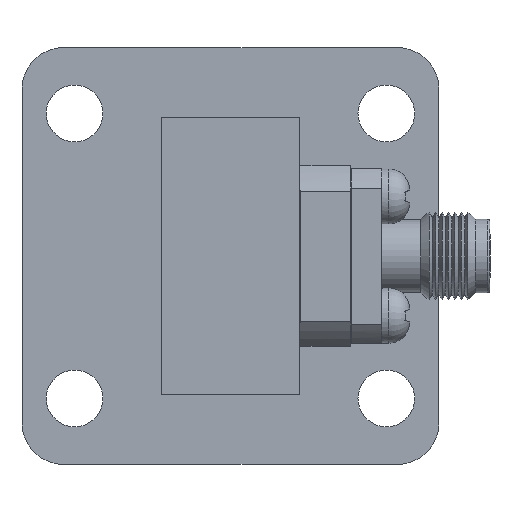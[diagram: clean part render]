
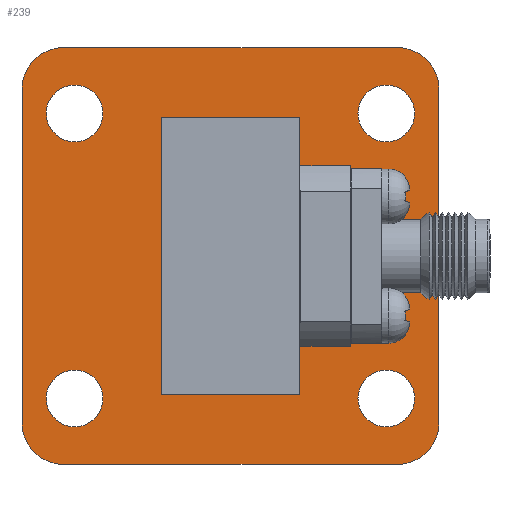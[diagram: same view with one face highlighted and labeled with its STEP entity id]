
A CAD part, left-side view. The second image highlights one B-rep face of the part: STEP entity #239.
In plain terms, the highlighted planar face has unit normal (-1, 0, 0).
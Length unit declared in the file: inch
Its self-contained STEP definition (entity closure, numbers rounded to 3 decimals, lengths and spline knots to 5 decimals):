
#11 = LINE ( 'NONE', #3596, #3566 ) ;
#229 = DIRECTION ( 'NONE',  ( 1., 0., 0. ) ) ;
#234 = EDGE_CURVE ( 'NONE', #3785, #922, #3993, .T. ) ;
#239 = ADVANCED_FACE ( 'NONE', ( #490, #2375, #605, #3212, #2254, #1348 ), #2439, .T. ) ;
#256 = AXIS2_PLACEMENT_3D ( 'NONE', #889, #3254, #1253 ) ;
#271 = VERTEX_POINT ( 'NONE', #4370 ) ;
#349 = CARTESIAN_POINT ( 'NONE',  ( -0.19685, 0.59256, -0.47445 ) ) ;
#377 = EDGE_CURVE ( 'NONE', #2485, #1724, #11, .T. ) ;
#395 = DIRECTION ( 'NONE',  ( 0., -1., 0. ) ) ;
#402 = CARTESIAN_POINT ( 'NONE',  ( -0.19685, 0.47445, -0.47445 ) ) ;
#427 = CARTESIAN_POINT ( 'NONE',  ( -0.19685, 0.44301, 0.32459 ) ) ;
#490 = FACE_BOUND ( 'NONE', #3052, .T. ) ;
#536 = LINE ( 'NONE', #2204, #1477 ) ;
#574 = ORIENTED_EDGE ( 'NONE', *, *, #3588, .T. ) ;
#605 = FACE_BOUND ( 'NONE', #1951, .T. ) ;
#622 = DIRECTION ( 'NONE',  ( 1., 0., 0. ) ) ;
#679 = CARTESIAN_POINT ( 'NONE',  ( -0.19685, 0.47445, -0.47445 ) ) ;
#703 = DIRECTION ( 'NONE',  ( 1., 0., 0. ) ) ;
#714 = VECTOR ( 'NONE', #3459, 39.37008 ) ;
#733 = VERTEX_POINT ( 'NONE', #2277 ) ;
#769 = EDGE_CURVE ( 'NONE', #733, #3922, #2295, .T. ) ;
#770 = DIRECTION ( 'NONE',  ( 0., 0., 1. ) ) ;
#785 = EDGE_LOOP ( 'NONE', ( #574 ) ) ;
#799 = CARTESIAN_POINT ( 'NONE',  ( -0.19685, 0.19697, -0.3937 ) ) ;
#826 = ORIENTED_EDGE ( 'NONE', *, *, #1151, .F. ) ;
#831 = AXIS2_PLACEMENT_3D ( 'NONE', #1776, #4096, #2147 ) ;
#885 = CARTESIAN_POINT ( 'NONE',  ( -0.19685, 0.59256, -0.47445 ) ) ;
#889 = CARTESIAN_POINT ( 'NONE',  ( -0.19685, 0.47445, 0.47445 ) ) ;
#922 = VERTEX_POINT ( 'NONE', #1826 ) ;
#963 = ORIENTED_EDGE ( 'NONE', *, *, #4395, .F. ) ;
#977 = VERTEX_POINT ( 'NONE', #2609 ) ;
#983 = EDGE_CURVE ( 'NONE', #271, #271, #3154, .T. ) ;
#1089 = CARTESIAN_POINT ( 'NONE',  ( -0.19685, -0.47445, 0.47445 ) ) ;
#1137 = EDGE_CURVE ( 'NONE', #977, #2485, #3109, .T. ) ;
#1142 = EDGE_CURVE ( 'NONE', #922, #1411, #1346, .T. ) ;
#1151 = EDGE_CURVE ( 'NONE', #1823, #3940, #3877, .T. ) ;
#1160 = DIRECTION ( 'NONE',  ( 0., 0., 1. ) ) ;
#1253 = DIRECTION ( 'NONE',  ( 0., 0., 1. ) ) ;
#1286 = CIRCLE ( 'NONE', #3183, 0.08068 ) ;
#1346 = CIRCLE ( 'NONE', #2213, 0.11811 ) ;
#1348 = FACE_BOUND ( 'NONE', #4366, .T. ) ;
#1393 = DIRECTION ( 'NONE',  ( 0., 0., -1. ) ) ;
#1403 = CIRCLE ( 'NONE', #256, 0.11811 ) ;
#1411 = VERTEX_POINT ( 'NONE', #4133 ) ;
#1422 = DIRECTION ( 'NONE',  ( 0., 0., 1. ) ) ;
#1433 = EDGE_CURVE ( 'NONE', #2216, #733, #536, .T. ) ;
#1437 = VECTOR ( 'NONE', #395, 39.37008 ) ;
#1443 = LINE ( 'NONE', #2433, #2386 ) ;
#1464 = CARTESIAN_POINT ( 'NONE',  ( -0.19685, -0.59256, -0.47445 ) ) ;
#1477 = VECTOR ( 'NONE', #1160, 39.37008 ) ;
#1488 = AXIS2_PLACEMENT_3D ( 'NONE', #679, #2753, #3075 ) ;
#1533 = AXIS2_PLACEMENT_3D ( 'NONE', #402, #2815, #770 ) ;
#1637 = CARTESIAN_POINT ( 'NONE',  ( -0.19685, 0.47445, -0.59256 ) ) ;
#1657 = ORIENTED_EDGE ( 'NONE', *, *, #1142, .F. ) ;
#1711 = VERTEX_POINT ( 'NONE', #3794 ) ;
#1724 = VERTEX_POINT ( 'NONE', #1637 ) ;
#1758 = DIRECTION ( 'NONE',  ( 0., 0., 1. ) ) ;
#1776 = CARTESIAN_POINT ( 'NONE',  ( -0.19685, 0.44301, 0.40526 ) ) ;
#1823 = VERTEX_POINT ( 'NONE', #885 ) ;
#1826 = CARTESIAN_POINT ( 'NONE',  ( -0.19685, -0.47445, 0.59256 ) ) ;
#1951 = EDGE_LOOP ( 'NONE', ( #2309 ) ) ;
#1972 = AXIS2_PLACEMENT_3D ( 'NONE', #2945, #3908, #3876 ) ;
#2147 = DIRECTION ( 'NONE',  ( 0., 0., -1. ) ) ;
#2199 = VERTEX_POINT ( 'NONE', #427 ) ;
#2204 = CARTESIAN_POINT ( 'NONE',  ( -0.19685, -0.19697, -0.3937 ) ) ;
#2213 = AXIS2_PLACEMENT_3D ( 'NONE', #1089, #703, #1422 ) ;
#2216 = VERTEX_POINT ( 'NONE', #3096 ) ;
#2238 = EDGE_LOOP ( 'NONE', ( #2410 ) ) ;
#2242 = CARTESIAN_POINT ( 'NONE',  ( -0.19685, -0.47445, -0.59256 ) ) ;
#2254 = FACE_OUTER_BOUND ( 'NONE', #2453, .T. ) ;
#2277 = CARTESIAN_POINT ( 'NONE',  ( -0.19685, -0.19697, 0.3937 ) ) ;
#2285 = CARTESIAN_POINT ( 'NONE',  ( -0.19685, 0.19697, 0.3937 ) ) ;
#2295 = LINE ( 'NONE', #4029, #4026 ) ;
#2302 = CARTESIAN_POINT ( 'NONE',  ( -0.19685, 0.59256, 0.47445 ) ) ;
#2309 = ORIENTED_EDGE ( 'NONE', *, *, #2545, .T. ) ;
#2362 = CARTESIAN_POINT ( 'NONE',  ( -0.19685, -0.44301, -0.40479 ) ) ;
#2375 = FACE_BOUND ( 'NONE', #785, .T. ) ;
#2377 = LINE ( 'NONE', #799, #3995 ) ;
#2386 = VECTOR ( 'NONE', #1393, 39.37008 ) ;
#2410 = ORIENTED_EDGE ( 'NONE', *, *, #3290, .T. ) ;
#2433 = CARTESIAN_POINT ( 'NONE',  ( -0.19685, 0.19697, -0.3937 ) ) ;
#2439 = PLANE ( 'NONE',  #1488 ) ;
#2453 = EDGE_LOOP ( 'NONE', ( #3969, #3582, #4376, #4285, #1657, #3332, #2559, #826 ) ) ;
#2485 = VERTEX_POINT ( 'NONE', #2242 ) ;
#2545 = EDGE_CURVE ( 'NONE', #1711, #1711, #2966, .T. ) ;
#2557 = LINE ( 'NONE', #1464, #714 ) ;
#2559 = ORIENTED_EDGE ( 'NONE', *, *, #4054, .F. ) ;
#2585 = VERTEX_POINT ( 'NONE', #2996 ) ;
#2599 = DIRECTION ( 'NONE',  ( 0., 1., 0. ) ) ;
#2609 = CARTESIAN_POINT ( 'NONE',  ( -0.19685, -0.59256, -0.47445 ) ) ;
#2671 = ORIENTED_EDGE ( 'NONE', *, *, #1433, .F. ) ;
#2677 = DIRECTION ( 'NONE',  ( 0., 0., -1. ) ) ;
#2695 = CARTESIAN_POINT ( 'NONE',  ( -0.19685, 0.44301, -0.40479 ) ) ;
#2753 = DIRECTION ( 'NONE',  ( -1., 0., 0. ) ) ;
#2758 = EDGE_CURVE ( 'NONE', #1411, #977, #2557, .T. ) ;
#2765 = ORIENTED_EDGE ( 'NONE', *, *, #769, .F. ) ;
#2815 = DIRECTION ( 'NONE',  ( 1., 0., 0. ) ) ;
#2844 = CARTESIAN_POINT ( 'NONE',  ( -0.19685, 0.47445, 0.59256 ) ) ;
#2857 = EDGE_CURVE ( 'NONE', #2585, #2216, #2377, .T. ) ;
#2945 = CARTESIAN_POINT ( 'NONE',  ( -0.19685, -0.47445, -0.47445 ) ) ;
#2966 = CIRCLE ( 'NONE', #3063, 0.08068 ) ;
#2996 = CARTESIAN_POINT ( 'NONE',  ( -0.19685, 0.19697, -0.3937 ) ) ;
#3016 = VECTOR ( 'NONE', #1758, 39.37008 ) ;
#3020 = DIRECTION ( 'NONE',  ( 0., 0., -1. ) ) ;
#3052 = EDGE_LOOP ( 'NONE', ( #3242 ) ) ;
#3063 = AXIS2_PLACEMENT_3D ( 'NONE', #2362, #229, #2677 ) ;
#3075 = DIRECTION ( 'NONE',  ( 0., 0., 1. ) ) ;
#3096 = CARTESIAN_POINT ( 'NONE',  ( -0.19685, -0.19697, -0.3937 ) ) ;
#3109 = CIRCLE ( 'NONE', #1972, 0.11811 ) ;
#3154 = CIRCLE ( 'NONE', #4332, 0.08068 ) ;
#3161 = VERTEX_POINT ( 'NONE', #3806 ) ;
#3183 = AXIS2_PLACEMENT_3D ( 'NONE', #2695, #622, #3020 ) ;
#3187 = DIRECTION ( 'NONE',  ( 1., 0., 0. ) ) ;
#3212 = FACE_BOUND ( 'NONE', #2238, .T. ) ;
#3242 = ORIENTED_EDGE ( 'NONE', *, *, #983, .T. ) ;
#3254 = DIRECTION ( 'NONE',  ( 1., 0., 0. ) ) ;
#3290 = EDGE_CURVE ( 'NONE', #3161, #3161, #1286, .T. ) ;
#3332 = ORIENTED_EDGE ( 'NONE', *, *, #234, .F. ) ;
#3459 = DIRECTION ( 'NONE',  ( 0., 0., -1. ) ) ;
#3519 = ORIENTED_EDGE ( 'NONE', *, *, #2857, .F. ) ;
#3566 = VECTOR ( 'NONE', #4231, 39.37008 ) ;
#3582 = ORIENTED_EDGE ( 'NONE', *, *, #377, .F. ) ;
#3588 = EDGE_CURVE ( 'NONE', #2199, #2199, #4397, .T. ) ;
#3596 = CARTESIAN_POINT ( 'NONE',  ( -0.19685, 0.47445, -0.59256 ) ) ;
#3668 = EDGE_CURVE ( 'NONE', #1724, #1823, #4090, .T. ) ;
#3690 = CARTESIAN_POINT ( 'NONE',  ( -0.19685, 0.47445, 0.59256 ) ) ;
#3785 = VERTEX_POINT ( 'NONE', #2844 ) ;
#3794 = CARTESIAN_POINT ( 'NONE',  ( -0.19685, -0.44301, -0.48547 ) ) ;
#3806 = CARTESIAN_POINT ( 'NONE',  ( -0.19685, 0.44301, -0.48547 ) ) ;
#3837 = CARTESIAN_POINT ( 'NONE',  ( -0.19685, -0.44301, 0.40526 ) ) ;
#3838 = DIRECTION ( 'NONE',  ( 0., -1., 0. ) ) ;
#3876 = DIRECTION ( 'NONE',  ( 0., 0., 1. ) ) ;
#3877 = LINE ( 'NONE', #349, #3016 ) ;
#3908 = DIRECTION ( 'NONE',  ( 1., 0., 0. ) ) ;
#3922 = VERTEX_POINT ( 'NONE', #2285 ) ;
#3940 = VERTEX_POINT ( 'NONE', #2302 ) ;
#3969 = ORIENTED_EDGE ( 'NONE', *, *, #3668, .F. ) ;
#3993 = LINE ( 'NONE', #3690, #1437 ) ;
#3995 = VECTOR ( 'NONE', #3838, 39.37008 ) ;
#4026 = VECTOR ( 'NONE', #2599, 39.37008 ) ;
#4029 = CARTESIAN_POINT ( 'NONE',  ( -0.19685, 0.19697, 0.3937 ) ) ;
#4054 = EDGE_CURVE ( 'NONE', #3940, #3785, #1403, .T. ) ;
#4090 = CIRCLE ( 'NONE', #1533, 0.11811 ) ;
#4096 = DIRECTION ( 'NONE',  ( 1., 0., 0. ) ) ;
#4133 = CARTESIAN_POINT ( 'NONE',  ( -0.19685, -0.59256, 0.47445 ) ) ;
#4154 = DIRECTION ( 'NONE',  ( 0., 0., -1. ) ) ;
#4231 = DIRECTION ( 'NONE',  ( 0., 1., 0. ) ) ;
#4285 = ORIENTED_EDGE ( 'NONE', *, *, #2758, .F. ) ;
#4332 = AXIS2_PLACEMENT_3D ( 'NONE', #3837, #3187, #4154 ) ;
#4366 = EDGE_LOOP ( 'NONE', ( #2671, #3519, #963, #2765 ) ) ;
#4370 = CARTESIAN_POINT ( 'NONE',  ( -0.19685, -0.44301, 0.32459 ) ) ;
#4376 = ORIENTED_EDGE ( 'NONE', *, *, #1137, .F. ) ;
#4395 = EDGE_CURVE ( 'NONE', #3922, #2585, #1443, .T. ) ;
#4397 = CIRCLE ( 'NONE', #831, 0.08068 ) ;
